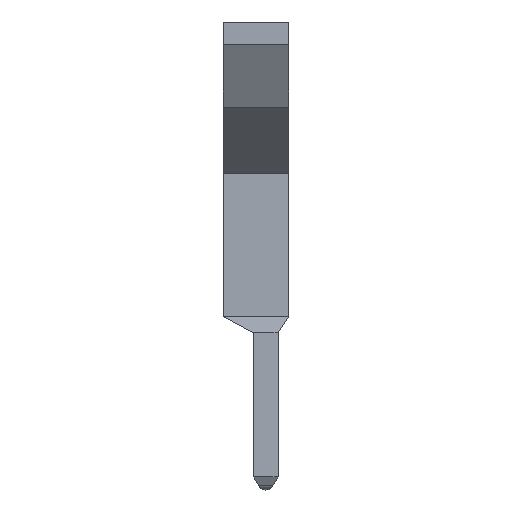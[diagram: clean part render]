
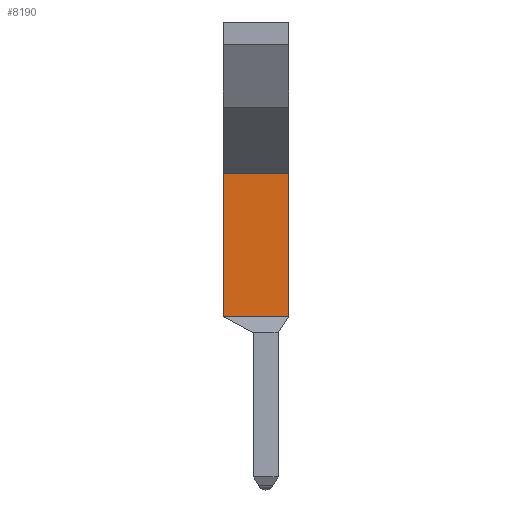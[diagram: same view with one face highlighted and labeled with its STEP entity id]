
A CAD part, front view. The second image highlights one B-rep face of the part: STEP entity #8190.
In plain terms, the highlighted face is planar.
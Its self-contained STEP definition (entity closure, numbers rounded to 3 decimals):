
#7800=CARTESIAN_POINT('',(35.903,6.031,0.));
#7810=DIRECTION('',(-1.,0.,0.));
#7820=DIRECTION('',(0.,1.,0.));
#7830=AXIS2_PLACEMENT_3D('',#7800,#7810,#7820);
#7840=PLANE('',#7830);
#7850=CARTESIAN_POINT('',(35.903,6.609,0.));
#7860=DIRECTION('',(0.,0.,1.));
#7870=VECTOR('',#7860,1.);
#7880=LINE('',#7850,#7870);
#7890=CARTESIAN_POINT('',(35.903,6.609,-4.05));
#7900=VERTEX_POINT('',#7890);
#7910=CARTESIAN_POINT('',(35.903,6.609,-0.05));
#7920=VERTEX_POINT('',#7910);
#7930=EDGE_CURVE('',#7900,#7920,#7880,.T.);
#7940=ORIENTED_EDGE('',*,*,#7930,.T.);
#7950=CARTESIAN_POINT('',(35.903,0.,-4.05));
#7960=DIRECTION('',(0.,-1.,0.));
#7970=VECTOR('',#7960,1.);
#7980=LINE('',#7950,#7970);
#7990=CARTESIAN_POINT('',(35.903,-2.15,-4.05));
#8000=VERTEX_POINT('',#7990);
#8010=EDGE_CURVE('',#7900,#8000,#7980,.T.);
#8020=ORIENTED_EDGE('',*,*,#8010,.F.);
#8030=CARTESIAN_POINT('',(35.903,-2.15,0.));
#8040=DIRECTION('',(0.,0.,1.));
#8050=VECTOR('',#8040,1.);
#8060=LINE('',#8030,#8050);
#8070=CARTESIAN_POINT('',(35.903,-2.15,-0.05));
#8080=VERTEX_POINT('',#8070);
#8090=EDGE_CURVE('',#8000,#8080,#8060,.T.);
#8100=ORIENTED_EDGE('',*,*,#8090,.F.);
#8110=CARTESIAN_POINT('',(35.903,0.,-0.05));
#8120=DIRECTION('',(0.,1.,0.));
#8130=VECTOR('',#8120,1.);
#8140=LINE('',#8110,#8130);
#8150=EDGE_CURVE('',#8080,#7920,#8140,.T.);
#8160=ORIENTED_EDGE('',*,*,#8150,.F.);
#8170=EDGE_LOOP('',(#8160,#8100,#8020,#7940));
#8180=FACE_OUTER_BOUND('',#8170,.T.);
#8190=ADVANCED_FACE('',(#8180),#7840,.F.);
